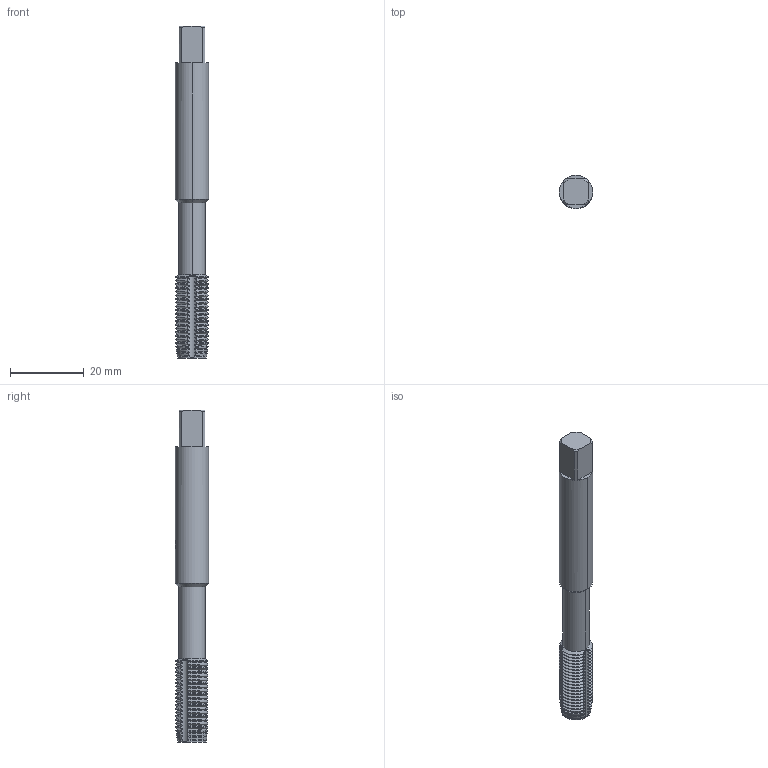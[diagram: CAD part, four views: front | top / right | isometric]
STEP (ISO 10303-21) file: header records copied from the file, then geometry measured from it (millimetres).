
FILE_DESCRIPTION(('no description'),'unknown implementation level');
FILE_NAME('solidqZkj6gCwiqDmBl0xNNBx0bTytis_1.STP',' ',('CIM GmbH Aachen'),('CADClick - KiM GmbH - www.kimweb.de'),'unknown preprocess','ACIS','unknown authorization');
FILE_SCHEMA(('automotive_design'));
Length unit declared in the file: millimetre
Products named in the file (2): 1; 2
Bounding box: 9 x 9 x 90 mm (x, y, z)
Volume: 4863 mm3; surface area: 3828.3 mm2
Topology: 2 solids, 2 shells, 480 faces, 1328 edges, 852 vertices
Faces by surface type: cone 252, cylinder 208, plane 17, torus 3
Entity records: 32081 total; most frequent: CARTESIAN_POINT 5207, STYLED_ITEM 2662, PRESENTATION_STYLE_ASSIGNMENT 2662, COLOUR_RGB 2662, ORIENTED_EDGE 2656, DIRECTION 2517, EDGE_CURVE 1328, CURVE_STYLE 1328
